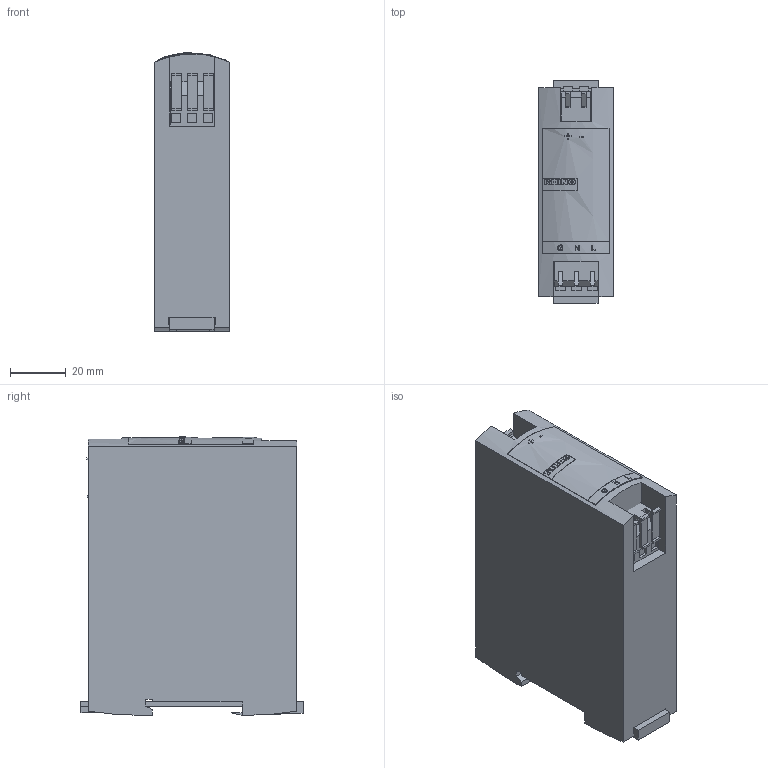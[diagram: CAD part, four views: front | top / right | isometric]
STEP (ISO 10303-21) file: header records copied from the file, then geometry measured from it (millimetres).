
FILE_DESCRIPTION (( 'STEP AP203' ), '1' );
FILE_NAME ('PSP24-024C.STEP', '2011-10-11T17:18:23', ( '.adc' ), ( '' ), 'SwSTEP 2.0', 'SolidWorks 2011', '' );
FILE_SCHEMA (( 'CONFIG_CONTROL_DESIGN' ));
Length unit declared in the file: millimetre
Products named in the file (1): PSP24-024C
Bounding box: 27 x 80 x 100.45 mm (x, y, z)
Volume: 192561 mm3; surface area: 33697.3 mm2
Topology: 11 solids, 11 shells, 341 faces, 927 edges, 612 vertices
Faces by surface type: plane 290, bspline 51
Entity records: 11519 total; most frequent: CARTESIAN_POINT 3249, ORIENTED_EDGE 1854, DIRECTION 1370, EDGE_CURVE 927, VECTOR 788, LINE 788, VERTEX_POINT 612, EDGE_LOOP 359
